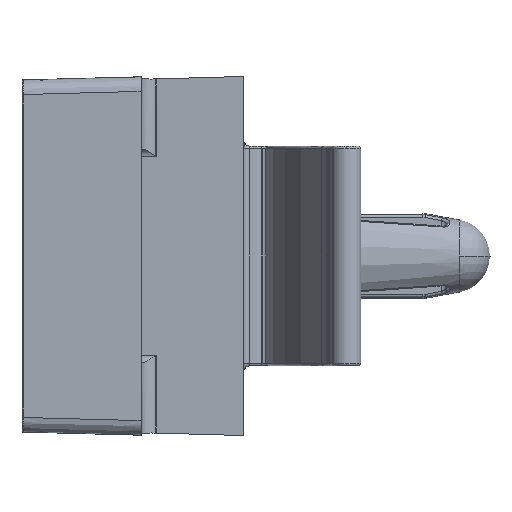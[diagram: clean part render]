
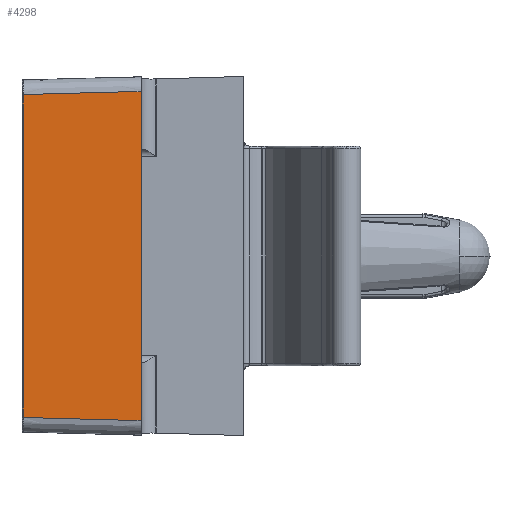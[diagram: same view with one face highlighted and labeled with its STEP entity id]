
A CAD part, left-side view. The second image highlights one B-rep face of the part: STEP entity #4298.
In plain terms, the highlighted planar face has unit normal (-1, 0, 0).
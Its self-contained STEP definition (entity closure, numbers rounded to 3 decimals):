
#191 = VECTOR ( 'NONE', #11487, 1000. ) ;
#249 = CARTESIAN_POINT ( 'NONE',  ( -20., 6.998, 11.172 ) ) ;
#582 = CARTESIAN_POINT ( 'NONE',  ( -20., 13.017, 10. ) ) ;
#1615 = EDGE_LOOP ( 'NONE', ( #7921, #13996, #5970, #16369, #12285, #9754 ) ) ;
#1842 = CARTESIAN_POINT ( 'NONE',  ( -20., 9.048, 11.118 ) ) ;
#1972 = CARTESIAN_POINT ( 'NONE',  ( -20., 5., 11.224 ) ) ;
#2154 = DIRECTION ( 'NONE',  ( -1., 0., 0. ) ) ;
#3331 = CARTESIAN_POINT ( 'NONE',  ( -20., 12.384, -11.03 ) ) ;
#3435 = CARTESIAN_POINT ( 'NONE',  ( -20., 11.152, 11.063 ) ) ;
#4297 = VECTOR ( 'NONE', #5521, 1000. ) ;
#4298 = ADVANCED_FACE ( 'NONE', ( #6767 ), #16214, .T. ) ;
#4350 = B_SPLINE_CURVE_WITH_KNOTS ( 'NONE', 3,
 ( #14296, #3331, #4896, #15884, #6468, #17441, #8073 ),
 .UNSPECIFIED., .F., .F.,
 ( 4, 3, 4 ),
 ( 0., 0.002, 0.008 ),
 .UNSPECIFIED. ) ;
#4765 = VERTEX_POINT ( 'NONE', #15810 ) ;
#4896 = CARTESIAN_POINT ( 'NONE',  ( -20., 11.75, -11.047 ) ) ;
#5025 = CARTESIAN_POINT ( 'NONE',  ( -20., 12.395, 11.03 ) ) ;
#5451 = VERTEX_POINT ( 'NONE', #1972 ) ;
#5521 = DIRECTION ( 'NONE',  ( 0., 0., -1. ) ) ;
#5970 = ORIENTED_EDGE ( 'NONE', *, *, #16221, .T. ) ;
#6468 = CARTESIAN_POINT ( 'NONE',  ( -20., 9.078, -11.117 ) ) ;
#6767 = FACE_OUTER_BOUND ( 'NONE', #1615, .T. ) ;
#7921 = ORIENTED_EDGE ( 'NONE', *, *, #17709, .F. ) ;
#8073 = CARTESIAN_POINT ( 'NONE',  ( -20., 5., -11.224 ) ) ;
#8216 = VERTEX_POINT ( 'NONE', #20049 ) ;
#8344 = CARTESIAN_POINT ( 'NONE',  ( -20., 13.017, -10. ) ) ;
#8413 = CARTESIAN_POINT ( 'NONE',  ( -20., 33.285, 10. ) ) ;
#9132 = EDGE_CURVE ( 'NONE', #9978, #4765, #16317, .T. ) ;
#9754 = ORIENTED_EDGE ( 'NONE', *, *, #13833, .T. ) ;
#9870 = CARTESIAN_POINT ( 'NONE',  ( -20., 13.017, 10. ) ) ;
#9978 = VERTEX_POINT ( 'NONE', #8344 ) ;
#10557 = EDGE_CURVE ( 'NONE', #8216, #9978, #18747, .T. ) ;
#10936 = B_SPLINE_CURVE_WITH_KNOTS ( 'NONE', 3,
 ( #17495, #14284, #249, #11303, #1842, #12864, #3435, #14430, #5025, #15989 ),
 .UNSPECIFIED., .F., .F.,
 ( 4, 3, 3, 4 ),
 ( 0.007, 0.01, 0.013, 0.015 ),
 .UNSPECIFIED. ) ;
#11303 = CARTESIAN_POINT ( 'NONE',  ( -20., 7.997, 11.146 ) ) ;
#11317 = EDGE_CURVE ( 'NONE', #5451, #15333, #10936, .T. ) ;
#11487 = DIRECTION ( 'NONE',  ( 0., 0., -1. ) ) ;
#11679 = VECTOR ( 'NONE', #16888, 1000. ) ;
#12285 = ORIENTED_EDGE ( 'NONE', *, *, #9132, .T. ) ;
#12864 = CARTESIAN_POINT ( 'NONE',  ( -20., 10.1, 11.09 ) ) ;
#13179 = DIRECTION ( 'NONE',  ( 0., -1., 0. ) ) ;
#13199 = DIRECTION ( 'NONE',  ( 0., 0., -1. ) ) ;
#13822 = CARTESIAN_POINT ( 'NONE',  ( -20., 13.017, 10. ) ) ;
#13833 = EDGE_CURVE ( 'NONE', #4765, #17966, #4350, .T. ) ;
#13996 = ORIENTED_EDGE ( 'NONE', *, *, #11317, .T. ) ;
#14284 = CARTESIAN_POINT ( 'NONE',  ( -20., 5.999, 11.198 ) ) ;
#14296 = CARTESIAN_POINT ( 'NONE',  ( -20., 13.017, -11.014 ) ) ;
#14430 = CARTESIAN_POINT ( 'NONE',  ( -20., 11.773, 11.046 ) ) ;
#15333 = VERTEX_POINT ( 'NONE', #15991 ) ;
#15561 = VECTOR ( 'NONE', #13199, 1000. ) ;
#15810 = CARTESIAN_POINT ( 'NONE',  ( -20., 13.017, -11.014 ) ) ;
#15884 = CARTESIAN_POINT ( 'NONE',  ( -20., 11.117, -11.064 ) ) ;
#15989 = CARTESIAN_POINT ( 'NONE',  ( -20., 13.017, 11.014 ) ) ;
#15991 = CARTESIAN_POINT ( 'NONE',  ( -20., 13.017, 11.014 ) ) ;
#16130 = AXIS2_PLACEMENT_3D ( 'NONE', #8413, #2154, #13179 ) ;
#16214 = PLANE ( 'NONE',  #16130 ) ;
#16221 = EDGE_CURVE ( 'NONE', #15333, #8216, #16893, .T. ) ;
#16317 = LINE ( 'NONE', #13822, #11679 ) ;
#16369 = ORIENTED_EDGE ( 'NONE', *, *, #10557, .T. ) ;
#16484 = CARTESIAN_POINT ( 'NONE',  ( -20., 5., -7.287 ) ) ;
#16807 = LINE ( 'NONE', #16484, #4297 ) ;
#16888 = DIRECTION ( 'NONE',  ( 0., 0., -1. ) ) ;
#16893 = LINE ( 'NONE', #9870, #191 ) ;
#17331 = CARTESIAN_POINT ( 'NONE',  ( -20., 5., -11.224 ) ) ;
#17441 = CARTESIAN_POINT ( 'NONE',  ( -20., 7.039, -11.171 ) ) ;
#17495 = CARTESIAN_POINT ( 'NONE',  ( -20., 5., 11.224 ) ) ;
#17709 = EDGE_CURVE ( 'NONE', #5451, #17966, #16807, .T. ) ;
#17966 = VERTEX_POINT ( 'NONE', #17331 ) ;
#18747 = LINE ( 'NONE', #582, #15561 ) ;
#20049 = CARTESIAN_POINT ( 'NONE',  ( -20., 13.017, 10. ) ) ;
